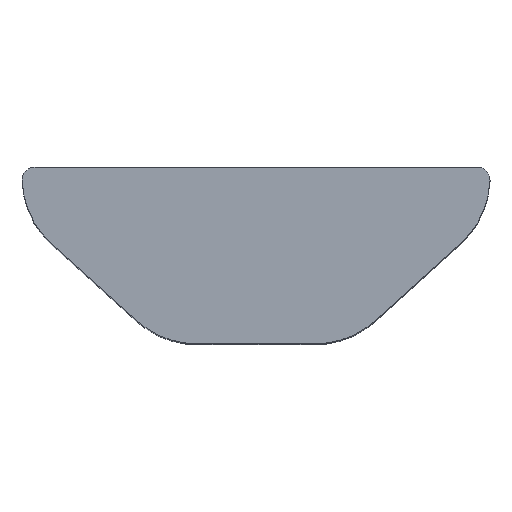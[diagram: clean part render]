
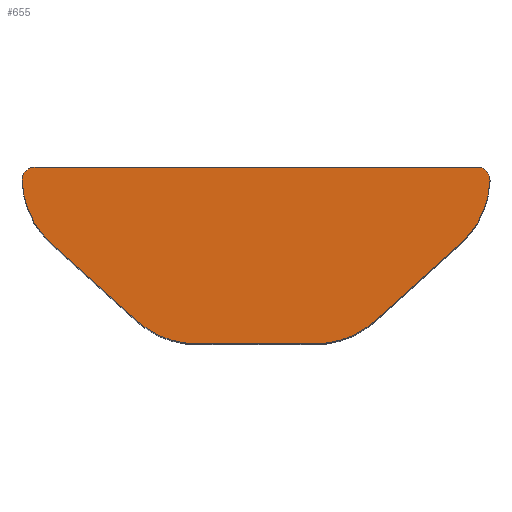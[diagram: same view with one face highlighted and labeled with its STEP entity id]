
A CAD part, top view. The second image highlights one B-rep face of the part: STEP entity #655.
In plain terms, the highlighted planar face has unit normal (0, 0, 1).
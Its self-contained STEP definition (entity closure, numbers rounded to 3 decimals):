
#1 = CARTESIAN_POINT ( 'NONE',  ( 2.25, -6.8, 23. ) ) ;
#2 = DIRECTION ( 'NONE',  ( 1., 0., 0. ) ) ;
#45 = DIRECTION ( 'NONE',  ( 0.743, 0.669, 0. ) ) ;
#50 = CARTESIAN_POINT ( 'NONE',  ( 4.592, -5.901, 23. ) ) ;
#51 = CARTESIAN_POINT ( 'NONE',  ( 7.845, -2.972, 23. ) ) ;
#61 = CARTESIAN_POINT ( 'NONE',  ( -8.997, -0.5, 23. ) ) ;
#71 = CARTESIAN_POINT ( 'NONE',  ( -8.997, -0.521, 23. ) ) ;
#93 = CARTESIAN_POINT ( 'NONE',  ( 9., -0.521, 23. ) ) ;
#94 = CIRCLE ( 'NONE', #578, 3.5 ) ;
#98 = CIRCLE ( 'NONE', #126, 0.5 ) ;
#108 = CARTESIAN_POINT ( 'NONE',  ( -4.592, -5.901, 23. ) ) ;
#122 = DIRECTION ( 'NONE',  ( -1., 0., 0. ) ) ;
#126 = AXIS2_PLACEMENT_3D ( 'NONE', #546, #527, #526 ) ;
#128 = VERTEX_POINT ( 'NONE', #617 ) ;
#134 = VERTEX_POINT ( 'NONE', #629 ) ;
#139 = DIRECTION ( 'NONE',  ( -1., 0., 0. ) ) ;
#146 = DIRECTION ( 'NONE',  ( 0., 0., 1. ) ) ;
#154 = VECTOR ( 'NONE', #45, 1000. ) ;
#158 = DIRECTION ( 'NONE',  ( 0., 0., 1. ) ) ;
#163 = CARTESIAN_POINT ( 'NONE',  ( -5.5, -0.374, 23. ) ) ;
#197 = VERTEX_POINT ( 'NONE', #397 ) ;
#205 = EDGE_CURVE ( 'NONE', #284, #764, #239, .T. ) ;
#206 = EDGE_CURVE ( 'NONE', #197, #245, #331, .T. ) ;
#214 = EDGE_CURVE ( 'NONE', #318, #197, #644, .T. ) ;
#236 = ORIENTED_EDGE ( 'NONE', *, *, #509, .T. ) ;
#237 = EDGE_CURVE ( 'NONE', #245, #128, #420, .T. ) ;
#239 = CIRCLE ( 'NONE', #597, 0.5 ) ;
#245 = VERTEX_POINT ( 'NONE', #108 ) ;
#256 = LINE ( 'NONE', #797, #416 ) ;
#262 = ORIENTED_EDGE ( 'NONE', *, *, #237, .T. ) ;
#273 = CARTESIAN_POINT ( 'NONE',  ( 5.503, -0.371, 23. ) ) ;
#278 = ORIENTED_EDGE ( 'NONE', *, *, #777, .F. ) ;
#284 = VERTEX_POINT ( 'NONE', #93 ) ;
#286 = ORIENTED_EDGE ( 'NONE', *, *, #404, .T. ) ;
#297 = ORIENTED_EDGE ( 'NONE', *, *, #205, .T. ) ;
#301 = ORIENTED_EDGE ( 'NONE', *, *, #484, .T. ) ;
#310 = ORIENTED_EDGE ( 'NONE', *, *, #214, .T. ) ;
#315 = VERTEX_POINT ( 'NONE', #51 ) ;
#318 = VERTEX_POINT ( 'NONE', #71 ) ;
#327 = DIRECTION ( 'NONE',  ( -1., 0., 0. ) ) ;
#328 = ORIENTED_EDGE ( 'NONE', *, *, #206, .T. ) ;
#330 = DIRECTION ( 'NONE',  ( 0., 0., 1. ) ) ;
#331 = LINE ( 'NONE', #335, #657 ) ;
#332 = CARTESIAN_POINT ( 'NONE',  ( 8.5, -0.5, 23. ) ) ;
#333 = ORIENTED_EDGE ( 'NONE', *, *, #482, .F. ) ;
#335 = CARTESIAN_POINT ( 'NONE',  ( -7.842, -2.975, 23. ) ) ;
#352 = DIRECTION ( 'NONE',  ( 0.743, -0.669, 0. ) ) ;
#369 = CARTESIAN_POINT ( 'NONE',  ( -8.497, -0.5, 23. ) ) ;
#391 = DIRECTION ( 'NONE',  ( 1., 0., 0. ) ) ;
#397 = CARTESIAN_POINT ( 'NONE',  ( -7.842, -2.975, 23. ) ) ;
#400 = ORIENTED_EDGE ( 'NONE', *, *, #780, .T. ) ;
#404 = EDGE_CURVE ( 'NONE', #606, #315, #610, .T. ) ;
#416 = VECTOR ( 'NONE', #772, 1000. ) ;
#420 = CIRCLE ( 'NONE', #621, 3.5 ) ;
#448 = VERTEX_POINT ( 'NONE', #61 ) ;
#471 = DIRECTION ( 'NONE',  ( -1., 0., 0. ) ) ;
#478 = DIRECTION ( 'NONE',  ( 0., 0., 1. ) ) ;
#480 = CARTESIAN_POINT ( 'NONE',  ( 2.25, -3.3, 23. ) ) ;
#482 = EDGE_CURVE ( 'NONE', #318, #448, #642, .T. ) ;
#484 = EDGE_CURVE ( 'NONE', #128, #134, #624, .T. ) ;
#509 = EDGE_CURVE ( 'NONE', #764, #638, #256, .T. ) ;
#526 = DIRECTION ( 'NONE',  ( -1., 0., 0. ) ) ;
#527 = DIRECTION ( 'NONE',  ( 0., 0., -1. ) ) ;
#536 = CARTESIAN_POINT ( 'NONE',  ( 2.25, -3.3, 23. ) ) ;
#538 = FACE_OUTER_BOUND ( 'NONE', #636, .T. ) ;
#543 = CARTESIAN_POINT ( 'NONE',  ( -2.25, -3.3, 23. ) ) ;
#546 = CARTESIAN_POINT ( 'NONE',  ( -8.497, -0.5, 23. ) ) ;
#562 = AXIS2_PLACEMENT_3D ( 'NONE', #273, #707, #706 ) ;
#574 = CARTESIAN_POINT ( 'NONE',  ( 4.592, -5.901, 23. ) ) ;
#576 = ORIENTED_EDGE ( 'NONE', *, *, #746, .T. ) ;
#578 = AXIS2_PLACEMENT_3D ( 'NONE', #480, #478, #471 ) ;
#597 = AXIS2_PLACEMENT_3D ( 'NONE', #332, #330, #327 ) ;
#603 = AXIS2_PLACEMENT_3D ( 'NONE', #163, #158, #139 ) ;
#606 = VERTEX_POINT ( 'NONE', #574 ) ;
#610 = LINE ( 'NONE', #50, #154 ) ;
#617 = CARTESIAN_POINT ( 'NONE',  ( -2.25, -6.8, 23. ) ) ;
#621 = AXIS2_PLACEMENT_3D ( 'NONE', #543, #146, #122 ) ;
#624 = LINE ( 'NONE', #1, #747 ) ;
#629 = CARTESIAN_POINT ( 'NONE',  ( 2.25, -6.8, 23. ) ) ;
#636 = EDGE_LOOP ( 'NONE', ( #576, #297, #236, #278, #333, #310, #328, #262, #301, #400, #286 ) ) ;
#638 = VERTEX_POINT ( 'NONE', #779 ) ;
#642 = CIRCLE ( 'NONE', #685, 0.5 ) ;
#644 = CIRCLE ( 'NONE', #603, 3.5 ) ;
#645 = AXIS2_PLACEMENT_3D ( 'NONE', #536, #799, #391 ) ;
#655 = ADVANCED_FACE ( 'NONE', ( #538 ), #662, .T. ) ;
#657 = VECTOR ( 'NONE', #352, 1000. ) ;
#662 = PLANE ( 'NONE',  #645 ) ;
#685 = AXIS2_PLACEMENT_3D ( 'NONE', #369, #752, #765 ) ;
#703 = CARTESIAN_POINT ( 'NONE',  ( 8.5, 0., 23. ) ) ;
#706 = DIRECTION ( 'NONE',  ( -1., 0., 0. ) ) ;
#707 = DIRECTION ( 'NONE',  ( 0., 0., 1. ) ) ;
#746 = EDGE_CURVE ( 'NONE', #315, #284, #770, .T. ) ;
#747 = VECTOR ( 'NONE', #2, 1000. ) ;
#752 = DIRECTION ( 'NONE',  ( 0., 0., -1. ) ) ;
#764 = VERTEX_POINT ( 'NONE', #703 ) ;
#765 = DIRECTION ( 'NONE',  ( -1., 0., 0. ) ) ;
#770 = CIRCLE ( 'NONE', #562, 3.5 ) ;
#772 = DIRECTION ( 'NONE',  ( -1., 0., 0. ) ) ;
#777 = EDGE_CURVE ( 'NONE', #448, #638, #98, .T. ) ;
#779 = CARTESIAN_POINT ( 'NONE',  ( -8.497, 0., 23. ) ) ;
#780 = EDGE_CURVE ( 'NONE', #134, #606, #94, .T. ) ;
#797 = CARTESIAN_POINT ( 'NONE',  ( 2.75, 0., 23. ) ) ;
#799 = DIRECTION ( 'NONE',  ( 0., 0., 1. ) ) ;
